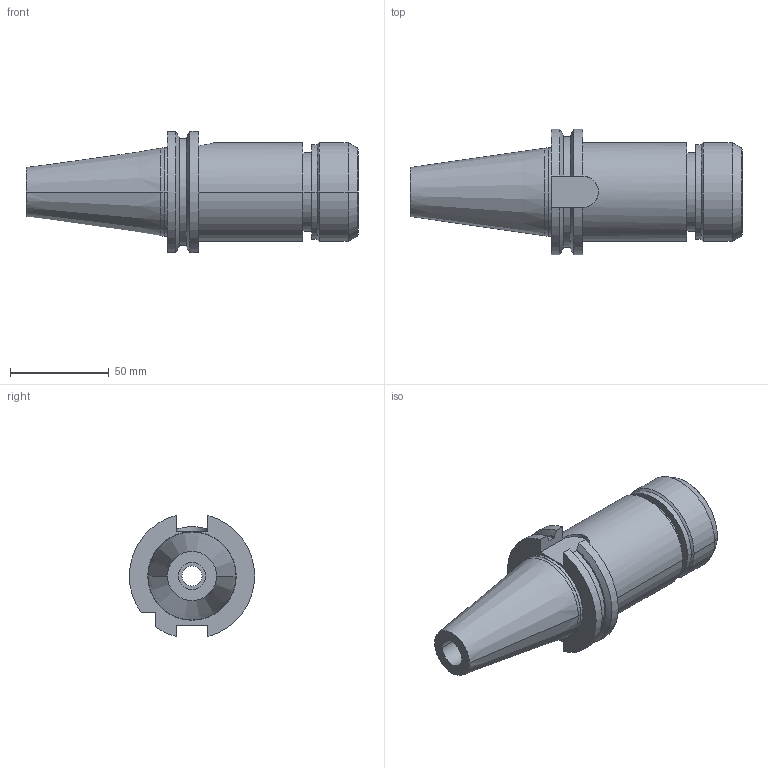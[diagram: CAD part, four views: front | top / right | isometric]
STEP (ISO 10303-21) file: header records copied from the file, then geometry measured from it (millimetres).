
FILE_DESCRIPTION((''),'2;1');
FILE_NAME('8270022079','2021-02-09T09:16:05',('thiemer'),(''),'CREO PARAMETRIC BY PTC INC, 2020053','CREO PARAMETRIC BY PTC INC, 2020053','');
FILE_SCHEMA(('AP242_MANAGED_MODEL_BASED_3D_ENGINEERING_MIM_LF { 1 0 10303 442 1 1 4 }'));
Length unit declared in the file: millimetre
Products named in the file (1): 8270022079
Bounding box: 168.4 x 63.54 x 61.48 mm (x, y, z)
Volume: 208844.7 mm3; surface area: 41570.2 mm2
Topology: 1 solids, 1 shells, 79 faces, 202 edges, 135 vertices
Faces by surface type: cylinder 30, plane 27, cone 18, torus 4
Entity records: 3578 total; most frequent: CARTESIAN_POINT 521, DIRECTION 480, ORIENTED_EDGE 378, PRESENTATION_STYLE_ASSIGNMENT 217, STYLED_ITEM 217, CURVE_STYLE 216, EDGE_CURVE 189, AXIS2_PLACEMENT_3D 188
